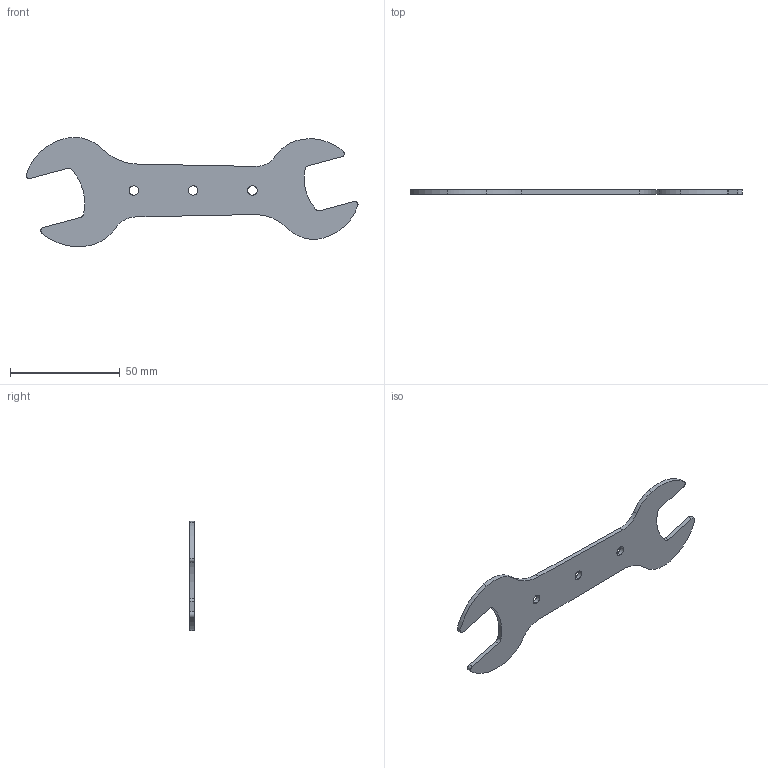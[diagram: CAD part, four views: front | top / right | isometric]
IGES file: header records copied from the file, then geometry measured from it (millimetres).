
Start section: ------------------------------------------------------------------------
Global section: file name: PC007.11996.TM-384-2123_9771.igs; native system: spGate; preprocessor: ver19.8.4 (****-****-****-****); author: Unknown; organization: Unknown; date: 250825.104556; units: millimetre
Bounding box: 151.12 x 2 x 49.71 mm (x, y, z)
Volume: 7526 mm3; surface area: 8509 mm2
Topology: 1 solids, 1 shells, 36 faces, 102 edges, 68 vertices
Faces by surface type: bspline 36
